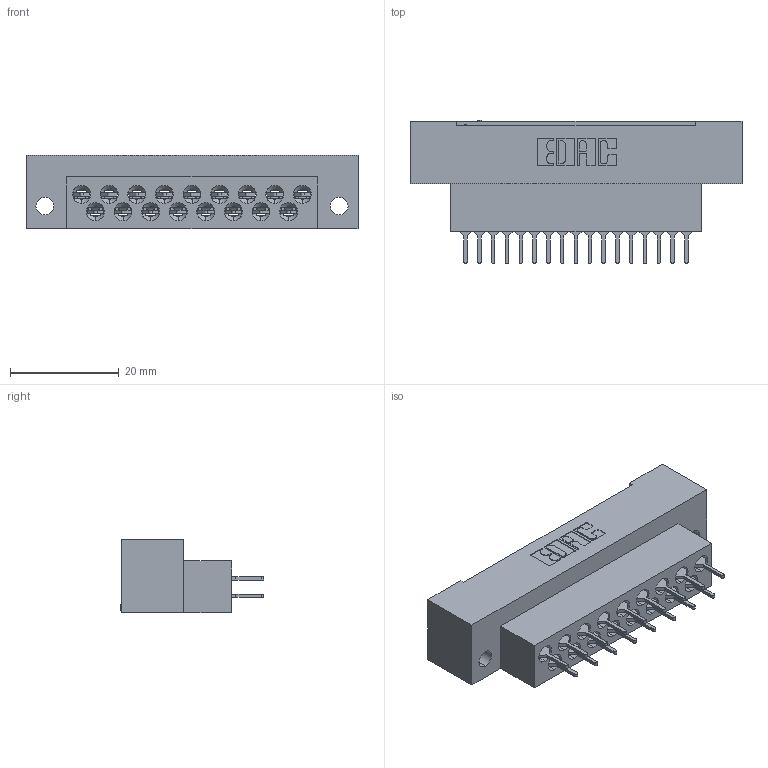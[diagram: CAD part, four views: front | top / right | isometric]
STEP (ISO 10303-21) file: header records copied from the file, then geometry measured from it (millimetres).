
FILE_DESCRIPTION (( 'STEP AP203' ), '1' );
FILE_NAME ('415-017-520-122.STEP', '2020-03-12T18:42:37', ( '' ), ( '' ), 'SwSTEP 2.0', 'SolidWorks 2016', '' );
FILE_SCHEMA (( 'CONFIG_CONTROL_DESIGN' ));
Length unit declared in the file: millimetre
Products named in the file (3): 516-290-001_520; 415-017-520-122; 415-210-001_415-210-017-122
Assembly tree (18 placements, depth 2):
  415-017-520-122
    415-210-001_415-210-017-122
    516-290-001_520  x17
Bounding box: 61.11 x 26.33 x 13.49 mm (x, y, z)
Volume: 9861.4 mm3; surface area: 11715.4 mm2
Topology: 18 solids, 18 shells, 1810 faces, 5260 edges, 3477 vertices
Faces by surface type: plane 1149, cylinder 486, bspline 124, cone 51
Entity records: 23861 total; most frequent: CARTESIAN_POINT 5863, ORIENTED_EDGE 3864, DIRECTION 3269, EDGE_CURVE 1932, LINE 1333, VECTOR 1333, VERTEX_POINT 1269, AXIS2_PLACEMENT_3D 968
